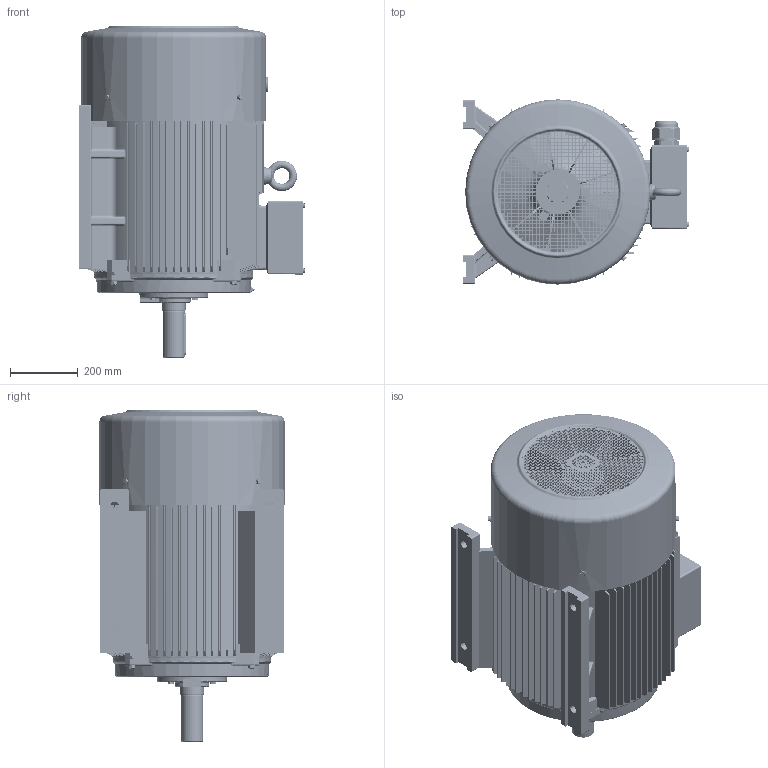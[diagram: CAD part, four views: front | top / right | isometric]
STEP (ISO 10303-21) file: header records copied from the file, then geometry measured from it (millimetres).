
FILE_DESCRIPTION(/* description */ (''),/* implementation_level */ '2;1');
FILE_NAME(/* name */ 'JM1-280S-2-B3.stp',/* time_stamp */ '2018-12-30T19:17:51+08:00',/* author */ (''),/* organization */ (''),/* preprocessor_version */ 'ST-DEVELOPER v16.7',/* originating_system */ 'SIEMENS PLM Software NX 12.0',/* authorisation */ '');
FILE_SCHEMA (('AP203_CONFIGURATION_CONTROLLED_3D_DESIGN_OF_MECHANICAL_PARTS_AND_ASSEMBLIES_MIM_LF { 1 0 10303 403 2 1 2}'));
Length unit declared in the file: millimetre
Products named in the file (1): JM1-280S-2-B3
Bounding box: 667.8 x 547 x 980.78 mm (x, y, z)
Volume: 37073033.1 mm3; surface area: 8014307.7 mm2
Topology: 75 solids, 75 shells, 10650 faces, 30244 edges, 19826 vertices
Faces by surface type: plane 4721, cylinder 4624, cone 496, bspline 458, torus 344, sphere 7
Full cylindrical faces by diameter (mm): 2 x3, 7.188 x4, 8 x12, 8.4 x8, 9.026 x8, 10 x11, 10.863 x8, 11.2 x8, 12 x8, 12.6 x8, 16 x8, 20 x1, 24 x4, 43.312 x2, 51.188 x4, 61.031 x12, 63 x4, 64.969 x12, 67.922 x2, 83.672 x2
Entity records: 381174 total; most frequent: CARTESIAN_POINT 100841, ORIENTED_EDGE 59592, DIRECTION 57347, EDGE_CURVE 29796, AXIS2_PLACEMENT_3D 20312, VERTEX_POINT 19692, LINE 16723, VECTOR 16723
